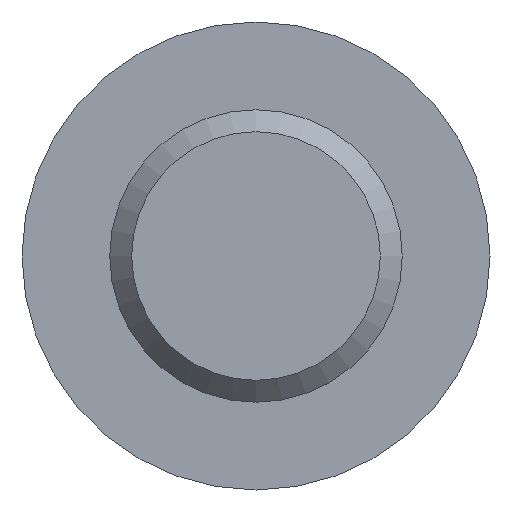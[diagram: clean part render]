
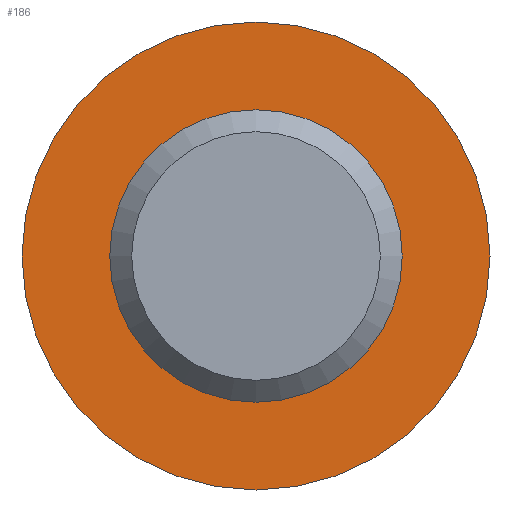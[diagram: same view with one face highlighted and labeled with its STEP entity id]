
A CAD part, front view. The second image highlights one B-rep face of the part: STEP entity #186.
In plain terms, the highlighted planar face has unit normal (0, -1, 0).
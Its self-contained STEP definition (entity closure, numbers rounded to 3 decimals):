
#34 = DIRECTION ( 'NONE',  ( 0., -1., 0. ) ) ;
#47 = AXIS2_PLACEMENT_3D ( 'NONE', #457, #34, #326 ) ;
#105 = AXIS2_PLACEMENT_3D ( 'NONE', #139, #301, #512 ) ;
#135 = CIRCLE ( 'NONE', #173, 5. ) ;
#139 = CARTESIAN_POINT ( 'NONE',  ( -5., 40., 0. ) ) ;
#165 = FACE_OUTER_BOUND ( 'NONE', #172, .T. ) ;
#172 = EDGE_LOOP ( 'NONE', ( #303 ) ) ;
#173 = AXIS2_PLACEMENT_3D ( 'NONE', #308, #296, #221 ) ;
#186 = ADVANCED_FACE ( 'NONE', ( #537, #165 ), #323, .F. ) ;
#221 = DIRECTION ( 'NONE',  ( 0., 0., -1. ) ) ;
#247 = EDGE_CURVE ( 'NONE', #276, #276, #135, .T. ) ;
#273 = EDGE_CURVE ( 'NONE', #306, #306, #283, .T. ) ;
#276 = VERTEX_POINT ( 'NONE', #348 ) ;
#283 = CIRCLE ( 'NONE', #47, 8. ) ;
#296 = DIRECTION ( 'NONE',  ( 0., -1., 0. ) ) ;
#301 = DIRECTION ( 'NONE',  ( 0., 1., 0. ) ) ;
#303 = ORIENTED_EDGE ( 'NONE', *, *, #273, .T. ) ;
#306 = VERTEX_POINT ( 'NONE', #389 ) ;
#308 = CARTESIAN_POINT ( 'NONE',  ( 0., 40., 0. ) ) ;
#323 = PLANE ( 'NONE',  #105 ) ;
#326 = DIRECTION ( 'NONE',  ( 0., 0., -1. ) ) ;
#348 = CARTESIAN_POINT ( 'NONE',  ( 0., 40., -5. ) ) ;
#389 = CARTESIAN_POINT ( 'NONE',  ( 0., 40., -8. ) ) ;
#395 = ORIENTED_EDGE ( 'NONE', *, *, #247, .F. ) ;
#425 = EDGE_LOOP ( 'NONE', ( #395 ) ) ;
#457 = CARTESIAN_POINT ( 'NONE',  ( 0., 40., 0. ) ) ;
#512 = DIRECTION ( 'NONE',  ( 0., 0., 1. ) ) ;
#537 = FACE_BOUND ( 'NONE', #425, .T. ) ;
